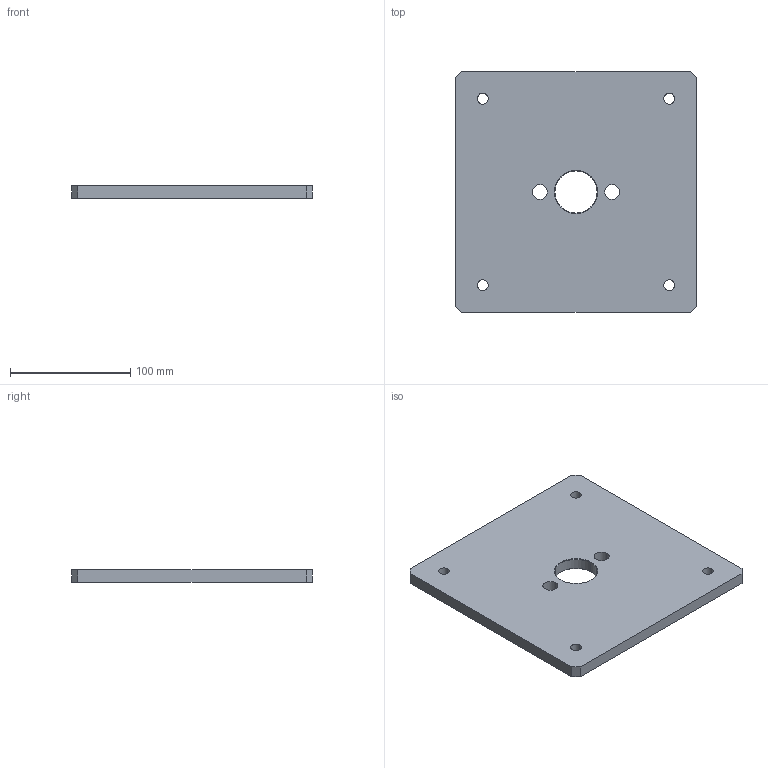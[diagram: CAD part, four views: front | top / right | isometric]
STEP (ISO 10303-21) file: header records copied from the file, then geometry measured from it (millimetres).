
FILE_DESCRIPTION(('CATIA V5 STEP Exchange'),'2;1');
FILE_NAME('EOLX1.0 Banc d''essai\EOLX1.0-D-000-001_A.stp','2020-01-30T21:49:58+00:00',('none'),('none'),'CATIA Version 5 Release 21 GA (IN-10)','CATIA V5 STEP AP203','none');
FILE_SCHEMA(('CONFIG_CONTROL_DESIGN'));
Length unit declared in the file: millimetre
Products named in the file (1): EOLX1.0-D-000-001_A
Bounding box: 200 x 200 x 10 mm (x, y, z)
Volume: 384852.1 mm3; surface area: 87811 mm2
Topology: 1 solids, 1 shells, 28 faces, 74 edges, 48 vertices
Faces by surface type: cylinder 14, plane 10, cone 4
Entity records: 881 total; most frequent: ORIENTED_EDGE 148, CARTESIAN_POINT 144, DIRECTION 116, EDGE_CURVE 74, AXIS2_PLACEMENT_3D 54, VERTEX_POINT 48, VECTOR 42, EDGE_LOOP 42
